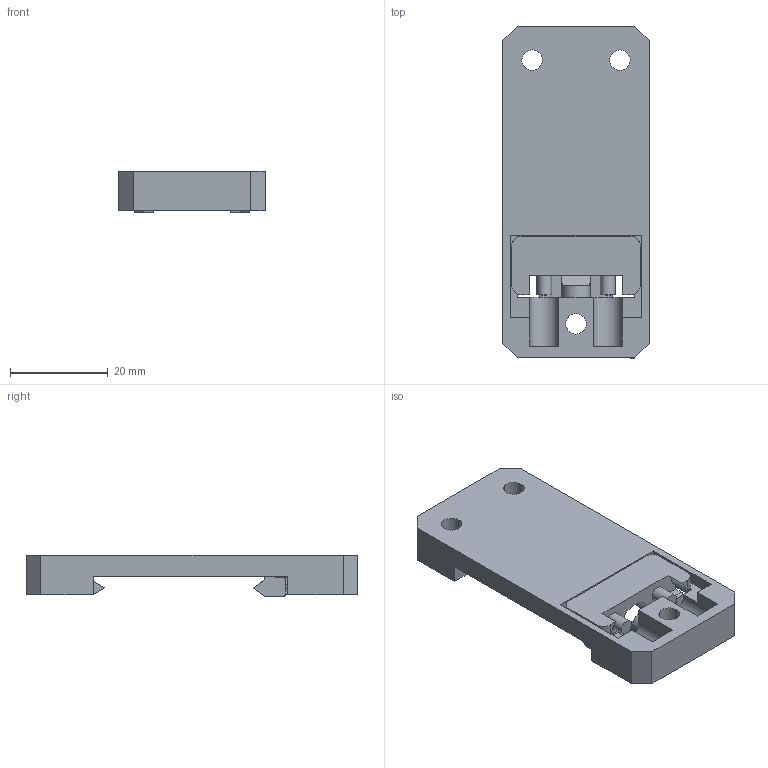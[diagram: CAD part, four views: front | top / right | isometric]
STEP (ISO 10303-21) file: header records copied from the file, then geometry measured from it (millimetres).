
FILE_DESCRIPTION(('CATIA V5R24 STEP','CAx-IF Rec.Pracs.--- Model Styling and Organization---1.2---2011-12-15'),'2;1');
FILE_NAME ('8653525_3', '2017-02-28T07:42:00+00:00', ('Weidmueller Interface'), ('Weidmueller'), 'CATIA Version 5-6 Release 2014 SP4', 'CATIA V5 STEP AP214', 'none');
FILE_SCHEMA(('AUTOMOTIVE_DESIGN { 1 0 10303 214 1 1 1 1 }'));
Length unit declared in the file: millimetre
Products named in the file (1): 1168970000
Bounding box: 30 x 68 x 8.4 mm (x, y, z)
Volume: 9725 mm3; surface area: 7018.7 mm2
Topology: 2 solids, 2 shells, 128 faces, 348 edges, 225 vertices
Faces by surface type: plane 90, cylinder 32, cone 6
Entity records: 3791 total; most frequent: ORIENTED_EDGE 696, CARTESIAN_POINT 686, DIRECTION 527, EDGE_CURVE 348, VECTOR 276, LINE 276, VERTEX_POINT 225, AXIS2_PLACEMENT_3D 160
